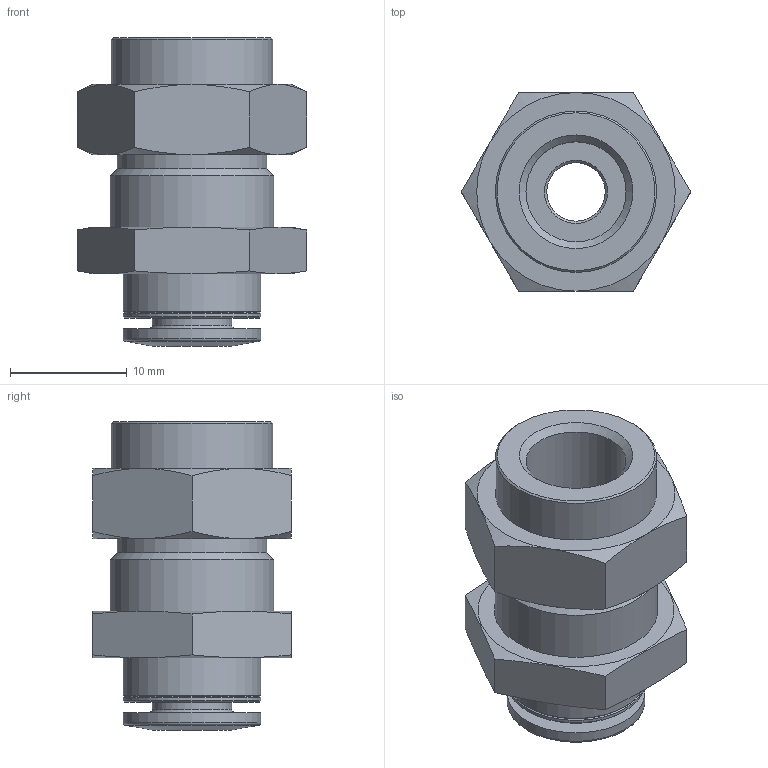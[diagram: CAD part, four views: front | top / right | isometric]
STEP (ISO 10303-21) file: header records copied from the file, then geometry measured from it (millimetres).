
FILE_DESCRIPTION(/* description */ ('STEP AP214'),/* implementation_level */ '2;1');
FILE_NAME(/* name */ '153163_QSSF-1_8-6-B',/* time_stamp */ '2024-09-10T10:05:15+02:00',/* author */ ('License CC BY-ND 4.0'),/* organization */ ('CADENAS'),/* preprocessor_version */ 'ST-DEVELOPER v19.3',/* originating_system */ 'PARTsolutions',/* authorisation */ ' ');
FILE_SCHEMA (('AUTOMOTIVE_DESIGN {1 0 10303 214 3 1 1}'));
Length unit declared in the file: millimetre
Products named in the file (3): 153163 QSSF-1/8-6-B; 153163 QSSF-1/8-6-B---(part); Flachmutter M14X1-4-17
Assembly tree (2 placements, depth 2):
  153163 QSSF-1/8-6-B
    153163 QSSF-1/8-6-B---(part)
    Flachmutter M14X1-4-17
Bounding box: 19.63 x 17 x 26.4 mm (x, y, z)
Volume: 3728.6 mm3; surface area: 2902.5 mm2
Topology: 2 solids, 2 shells, 61 faces, 124 edges, 73 vertices
Faces by surface type: cone 25, plane 22, cylinder 11, torus 3
Full cylindrical faces by diameter (mm): 5 x1, 6 x1, 6.8 x1, 8.566 x1, 11.773 x2, 11.8 x1, 12.773 x1, 12.917 x1, 13.8 x1, 14 x1
Entity records: 1881 total; most frequent: CARTESIAN_POINT 350, DIRECTION 234, ORIENTED_EDGE 190, AXIS2_PLACEMENT_3D 111, EDGE_LOOP 98, FACE_BOUND 98, EDGE_CURVE 95, VERTEX_POINT 71
